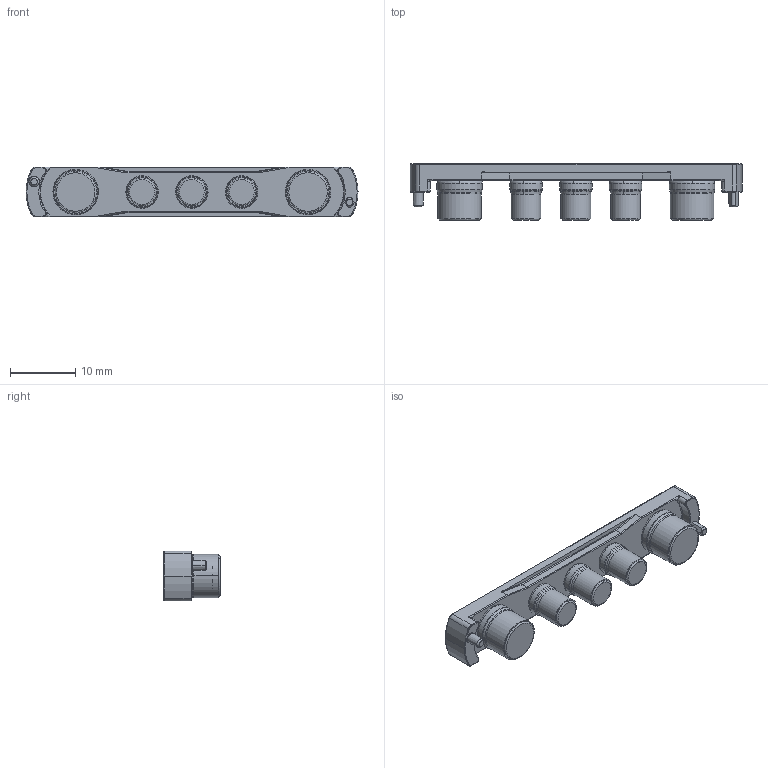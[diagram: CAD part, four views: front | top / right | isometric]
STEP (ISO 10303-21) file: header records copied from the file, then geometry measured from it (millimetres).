
FILE_DESCRIPTION (( 'STEP AP214' ), '1' );
FILE_NAME ('21539_21543_21510_18480-03-Output.STEP', '2012-08-16T15:00:24', ( 'Vicor User' ), ( 'Microsoft' ), 'SwSTEP 2.0', 'SolidWorks 2012', '' );
FILE_SCHEMA (( 'AUTOMOTIVE_DESIGN' ));
Length unit declared in the file: inch
Products named in the file (1): 21539_21543_21510_18480-03-Output
Bounding box: 50.8 x 8.64 x 7.62 mm (x, y, z)
Volume: 1414.4 mm3; surface area: 2330.9 mm2
Topology: 1 solids, 1 shells, 853 faces, 2394 edges, 1536 vertices
Faces by surface type: plane 360, bspline 347, cone 80, cylinder 66
Entity records: 41590 total; most frequent: CARTESIAN_POINT 17279, ORIENTED_EDGE 4772, DIRECTION 3105, EDGE_CURVE 2386, VERTEX_POINT 1536, AXIS2_PLACEMENT_3D 1047, VECTOR 1011, LINE 1011
